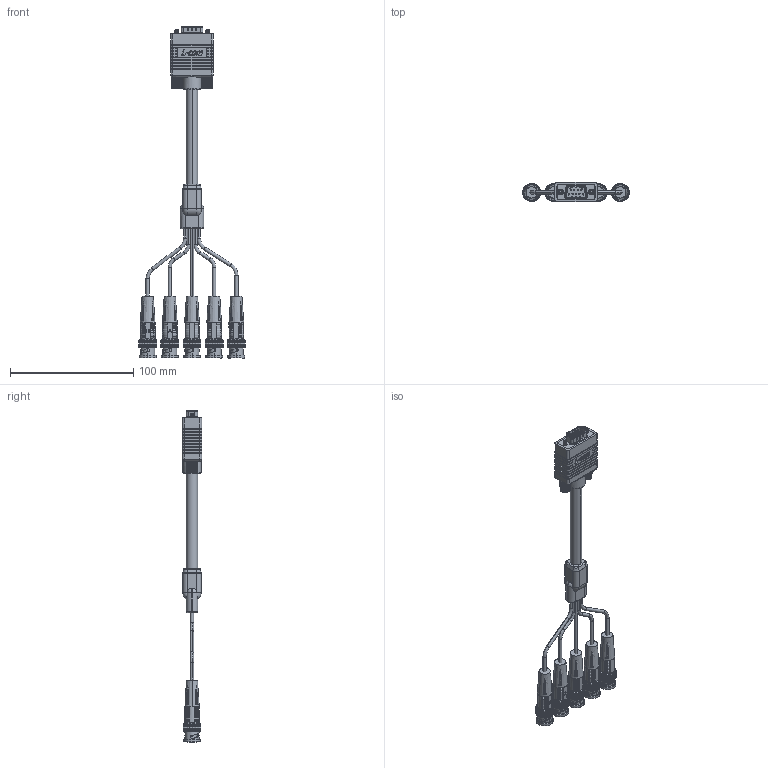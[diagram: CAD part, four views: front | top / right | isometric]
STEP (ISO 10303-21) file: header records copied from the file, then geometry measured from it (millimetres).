
FILE_DESCRIPTION (( 'STEP AP203' ), '1' );
FILE_NAME ('CTL5CAD.STEP', '2010-05-14T13:52:02', ( 'x' ), ( 'Microsoft' ), 'SwSTEP 2.0', 'SolidWorks 2010', '' );
FILE_SCHEMA (( 'CONFIG_CONTROL_DESIGN' ));
Products named in the file (19): 3AB01-146_??; DB9 MALE SOLIDER TYPE_??; MTN-147_"H" INSERT; 1AB05-040-MA1 _with flange; 1AB05-040 ; 1AB05-040-MA2 ; CTL5CAD; 1AL07-039_??; MTN-314_A_??; MTN-209; 1AJ06-029(CTL SERIES THUMBSCREW)_??; DSUB SCREW FOR MTN-239_??; MTN-239 SUZHOU_??; MTN-147_"V" INSERT; MTN-147_BLANK ONE SIDE; 1AB05-040-MA3 
Assembly tree (23 placements, depth 4):
  CTL5CAD
    MTN-147_"H" INSERT
      MTN-147_"H" INSERT
      1AB05-040 
        1AB05-040-MA2 
        1AB05-040-MA3 
        1AB05-040-MA1 _with flange
    MTN-147_"V" INSERT
      MTN-147_"V" INSERT
      1AB05-040 
        1AB05-040-MA2 
        1AB05-040-MA3 
        1AB05-040-MA1 _with flange
    MTN-147_BLANK ONE SIDE  x3
      1AB05-040 
        1AB05-040-MA2 
        1AB05-040-MA3 
        1AB05-040-MA1 _with flange
      MTN-147_BLANK ONE SIDE
    3AB01-146_??
      1AJ06-029(CTL SERIES THUMBSCREW)_??  x2
        MTN-239 SUZHOU_??
        DSUB SCREW FOR MTN-239_??
      MTN-209
      DB9 MALE SOLIDER TYPE_??
    MTN-314_A_??
    1AL07-039_??
Bounding box: 86.47 x 15.67 x 269.52 mm (x, y, z)
Volume: 61851 mm3; surface area: 44930 mm2
Topology: 55 solids, 55 shells, 5797 faces, 15672 edges, 10297 vertices
Faces by surface type: plane 3909, cylinder 1210, torus 248, bspline 237, cone 167, sphere 26
Entity records: 113863 total; most frequent: CARTESIAN_POINT 35523, ORIENTED_EDGE 16356, DIRECTION 14901, EDGE_CURVE 8178, VECTOR 5967, LINE 5967, VERTEX_POINT 5359, AXIS2_PLACEMENT_3D 4467
